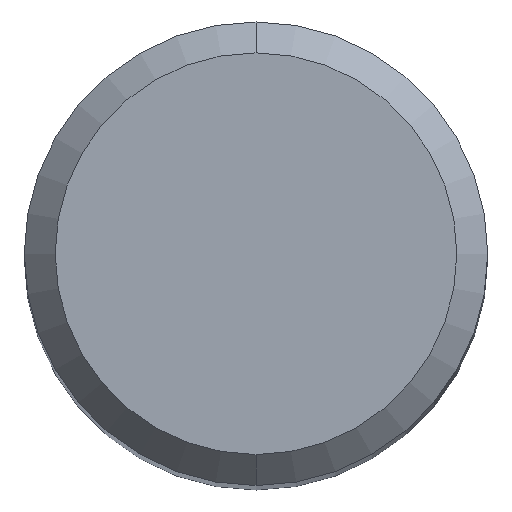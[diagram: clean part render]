
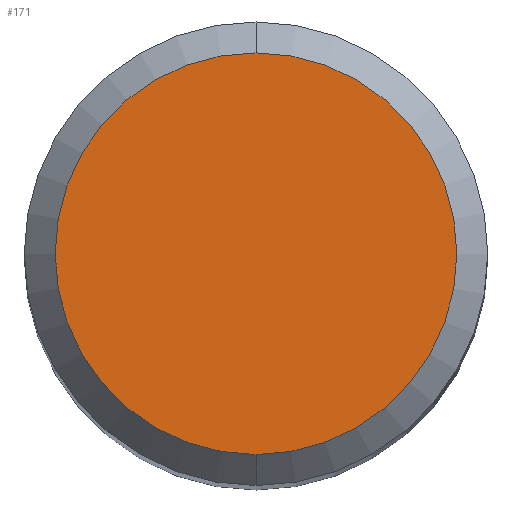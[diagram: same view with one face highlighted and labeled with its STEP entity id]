
A CAD part, top view. The second image highlights one B-rep face of the part: STEP entity #171.
In plain terms, the highlighted planar face has unit normal (0, 0, 1).
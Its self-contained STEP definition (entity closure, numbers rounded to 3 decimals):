
#171=ADVANCED_FACE('',(#463),#464,.T.);
#303=VERTEX_POINT('',#611);
#331=EDGE_CURVE('',#303,#435,#642,.T.);
#393=EDGE_CURVE('',#435,#303,#707,.T.);
#435=VERTEX_POINT('',#754);
#463=FACE_OUTER_BOUND('',#774,.T.);
#464=PLANE('',#775);
#611=CARTESIAN_POINT('',(0.,-2.6,0.0));
#642=CIRCLE('',#1107,2.6);
#707=CIRCLE('',#1266,2.6);
#754=CARTESIAN_POINT('',(0.0,2.6,0.0));
#774=EDGE_LOOP('',(#1388,#1389));
#775=AXIS2_PLACEMENT_3D('',#1390,#1391,#1392);
#1107=AXIS2_PLACEMENT_3D('',#1591,#1592,#1593);
#1266=AXIS2_PLACEMENT_3D('',#1653,#1654,#1655);
#1388=ORIENTED_EDGE('',*,*,#393,.F.);
#1389=ORIENTED_EDGE('',*,*,#331,.F.);
#1390=CARTESIAN_POINT('',(0.0,1.3,0.0));
#1391=DIRECTION('',(-0.0,0.0,1.0));
#1392=DIRECTION('',(0.0,-1.0,0.0));
#1591=CARTESIAN_POINT('',(0.0,0.0,0.0));
#1592=DIRECTION('',(0.0,0.0,-1.0));
#1593=DIRECTION('',(0.0,1.0,0.0));
#1653=CARTESIAN_POINT('',(0.0,0.0,0.0));
#1654=DIRECTION('',(0.0,0.0,-1.0));
#1655=DIRECTION('',(0.0,1.0,0.0));
